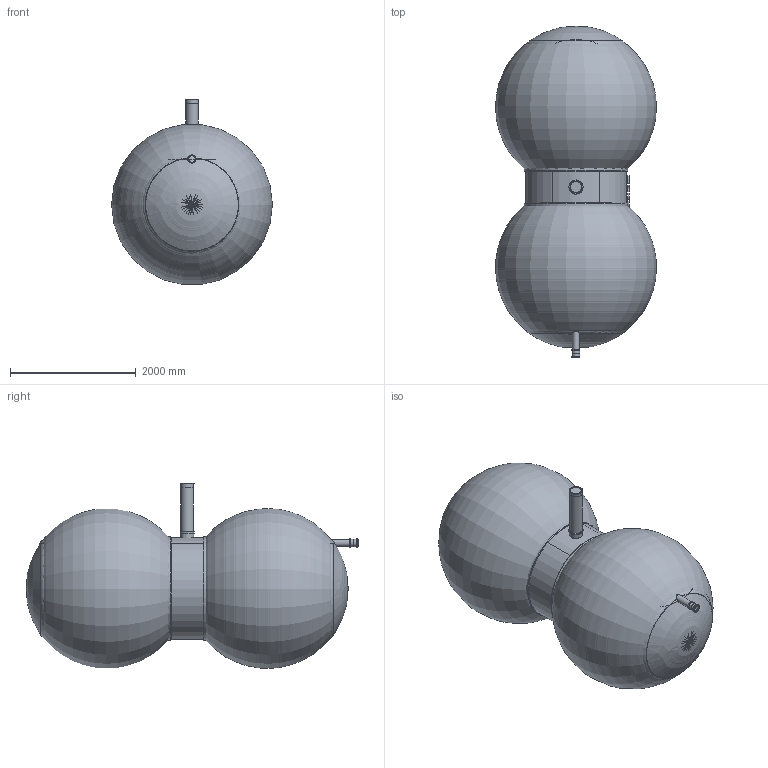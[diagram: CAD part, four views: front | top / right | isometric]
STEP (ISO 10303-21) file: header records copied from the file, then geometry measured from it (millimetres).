
FILE_DESCRIPTION(/* description */ ('Unknown'),/* implementation_level */ '2;1');
FILE_NAME(/* name */ 'Mahuti 10m3 20.02.23',/* time_stamp */ '2023-04-13T14:18:31+03:00',/* author */ ('Unknown'),/* organization */ ('Unknown'),/* preprocessor_version */ 'ST-DEVELOPER v18.1',/* originating_system */ 'Solid Edge',/* authorisation */ 'Unknown');
FILE_SCHEMA (('AUTOMOTIVE_DESIGN {1 0 10303 214 3 1 1}'));
Length unit declared in the file: millimetre
Products named in the file (13): 2379.000 mahuti 10m3 25.07.18; 2379.002 silinder D1600 10m3 25.07.18; 2379.001_ots1; 1600 Ribi; 1600 10m3 maht; 2373.003; kaas200; muhvtoru_110; d200 toru 25.07.18; PVC Kaksikmuhv d200; Vedelik_; Eccua logo; PVC Kaksikmuhv d110
Assembly tree (17 placements, depth 2):
  2379.000 mahuti 10m3 25.07.18
    2379.002 silinder D1600 10m3 25.07.18
    2379.001_ots1
    1600 Ribi  x6
    1600 10m3 maht
    2373.003
    kaas200
    muhvtoru_110
    d200 toru 25.07.18
    PVC Kaksikmuhv d200
    Vedelik_
    Eccua logo
    PVC Kaksikmuhv d110
Bounding box: 2554.97 x 5271.12 x 2934.17 mm (x, y, z)
Volume: 25694672483.2 mm3; surface area: 176090459.2 mm2
Topology: 20 solids, 20 shells, 202 faces, 445 edges, 291 vertices
Faces by surface type: plane 87, cylinder 82, torus 30, sphere 2, cone 1
Full cylindrical faces by diameter (mm): 104 x1, 105 x1, 110 x4, 120 x1, 130 x2, 174 x1, 184 x1, 190 x1, 195 x1, 200 x4, 210 x1, 220 x1, 226 x2, 1600 x1, 1612 x7, 1619.994 x2, 1633.994 x2, 1642 x6
Entity records: 5216 total; most frequent: CARTESIAN_POINT 1083, DIRECTION 854, ORIENTED_EDGE 650, AXIS2_PLACEMENT_3D 351, EDGE_CURVE 325, FACE_BOUND 250, EDGE_LOOP 246, VERTEX_POINT 245
